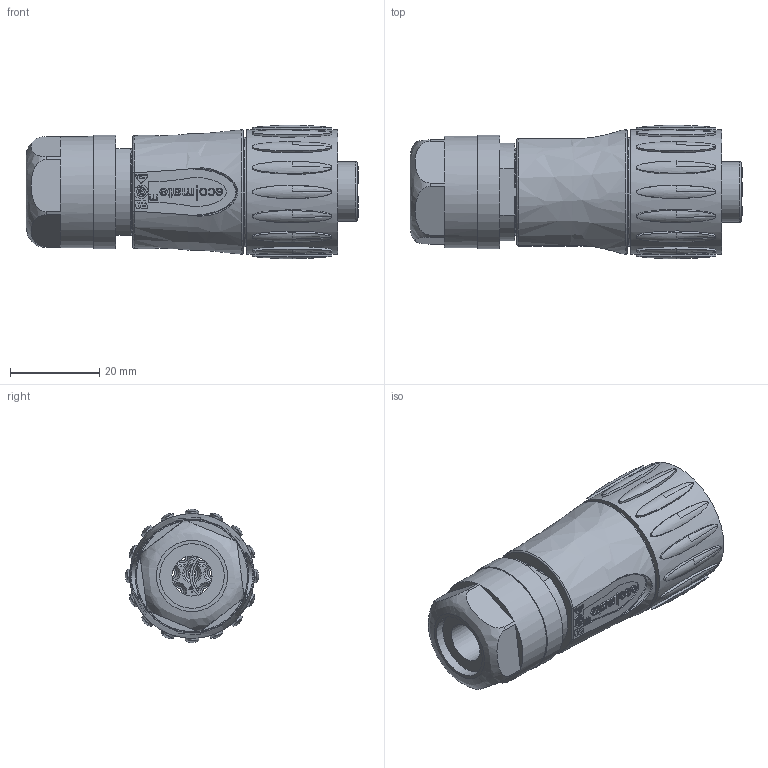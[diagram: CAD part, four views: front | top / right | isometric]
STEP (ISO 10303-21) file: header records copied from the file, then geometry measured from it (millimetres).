
FILE_DESCRIPTION(/* description */ (''),/* implementation_level */ '2;1');
FILE_NAME(/* name */ 'C016_10D006_010_12.stp',/* time_stamp */ '2016-03-07T12:36:17+01:00',/* author */ (''),/* organization */ (''),/* preprocessor_version */ 'ST-DEVELOPER v15',/* originating_system */ 'SIEMENS PLM Software NX 9.0',/* authorisation */ '');
FILE_SCHEMA (('AP203_CONFIGURATION_CONTROLLED_3D_DESIGN_OF_MECHANICAL_PARTS_AND_ASSEMBLIES_MIM_LF { 1 0 10303 403 2 1 2}'));
Products named in the file (1): rsch0758A7B1nw6h
Bounding box: 74.6 x 30 x 30 mm (x, y, z)
Volume: 24529.8 mm3; surface area: 23077.3 mm2
Topology: 1 solids, 5 shells, 1545 faces, 4216 edges, 2698 vertices
Faces by surface type: plane 927, cylinder 336, bspline 182, cone 80, extrusion 20
Full cylindrical faces by diameter (mm): 0.384 x2, 1.7 x7, 1.9 x2, 2 x2, 2.1 x2, 2.6 x9, 2.75 x7, 3.2 x4, 3.25 x6, 3.6 x7, 4.6 x2, 4.7 x1, 9 x1, 13.6 x1, 14.2 x1, 14.5 x1, 16.2 x1, 17 x1, 17.5 x1, 17.7 x2, 17.8 x1, 18.8 x1, 19.4 x1, 19.9 x1, 20 x1, 20.8 x1, 21.2 x1, 22.6 x1, 22.8 x1, 23 x1
Entity records: 56082 total; most frequent: CARTESIAN_POINT 18947, ORIENTED_EDGE 8008, DIRECTION 7062, EDGE_CURVE 4004, VERTEX_POINT 2681, VECTOR 2458, LINE 2438, AXIS2_PLACEMENT_3D 2302
